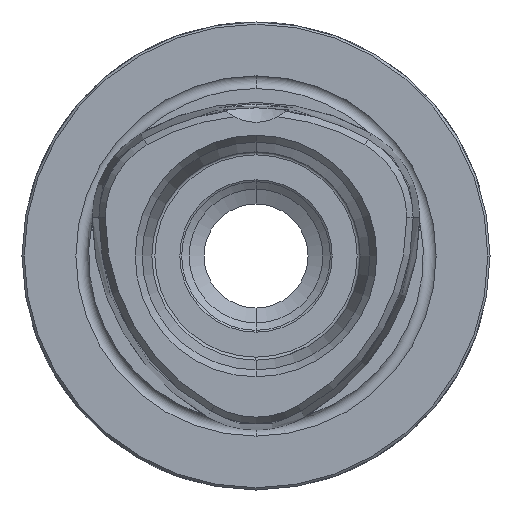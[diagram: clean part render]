
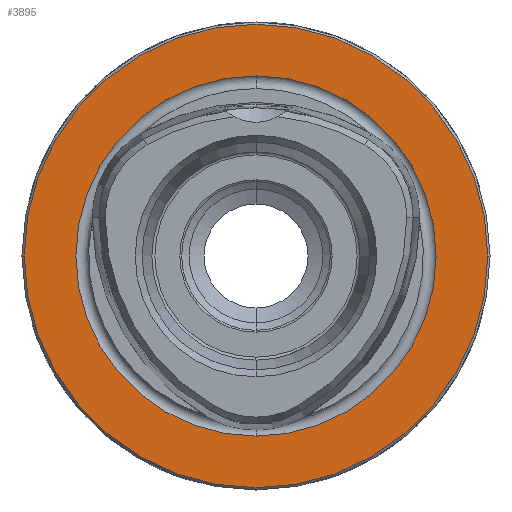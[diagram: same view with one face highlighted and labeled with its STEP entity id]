
A CAD part, front view. The second image highlights one B-rep face of the part: STEP entity #3895.
In plain terms, the highlighted planar face has unit normal (0, -1, 0).
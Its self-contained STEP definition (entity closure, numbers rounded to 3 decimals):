
#1712=CARTESIAN_POINT('',(0.,0.,
0.));
#1713=DIRECTION('',(0.,-1.,0.));
#1714=DIRECTION('',(1.,0.,0.));
#1715=AXIS2_PLACEMENT_3D('',#1712,#1713,#1714);
#1717=CARTESIAN_POINT('',(0.,0.,
0.));
#1718=DIRECTION('',(0.,-1.,0.));
#1719=DIRECTION('',(-1.,0.,0.));
#1720=AXIS2_PLACEMENT_3D('',#1717,#1718,#1719);
#1722=CARTESIAN_POINT('',(0.,0.,0.));
#1723=DIRECTION('',(0.,-1.,0.));
#1724=DIRECTION('',(0.,0.,-1.));
#1725=AXIS2_PLACEMENT_3D('',#1722,#1723,#1724);
#1727=CARTESIAN_POINT('',(0.,0.,0.));
#1728=DIRECTION('',(0.,-1.,0.));
#1729=DIRECTION('',(0.,0.,1.));
#1730=AXIS2_PLACEMENT_3D('',#1727,#1728,#1729);
#1912=CARTESIAN_POINT('',(31.2,0.,
0.));
#1913=CARTESIAN_POINT('',(-31.2,0.,0.));
#1914=VERTEX_POINT('',#1912);
#1915=VERTEX_POINT('',#1913);
#1920=CARTESIAN_POINT('',(0.,0.,-24.25));
#1921=CARTESIAN_POINT('',(0.,0.,24.25));
#1922=VERTEX_POINT('',#1920);
#1923=VERTEX_POINT('',#1921);
#3881=CARTESIAN_POINT('',(0.,0.,0.));
#3882=DIRECTION('',(0.,-1.,0.));
#3883=DIRECTION('',(-1.,0.,0.));
#3884=AXIS2_PLACEMENT_3D('',#3881,#3882,#3883);
#3885=PLANE('',#3884);
#3887=ORIENTED_EDGE('',*,*,#3886,.F.);
#3888=ORIENTED_EDGE('',*,*,#3871,.F.);
#3889=EDGE_LOOP('',(#3887,#3888));
#3890=FACE_OUTER_BOUND('',#3889,.F.);
#3891=ORIENTED_EDGE('',*,*,#2421,.T.);
#3892=ORIENTED_EDGE('',*,*,#2286,.T.);
#3893=EDGE_LOOP('',(#3891,#3892));
#3894=FACE_BOUND('',#3893,.F.);
#3895=ADVANCED_FACE('',(#3890,#3894),#3885,.T.);
#1716=CIRCLE('',#1715,31.2);
#1721=CIRCLE('',#1720,31.2);
#1726=CIRCLE('',#1725,24.25);
#1731=CIRCLE('',#1730,24.25);
#2286=EDGE_CURVE('',#1923,#1922,#1731,.T.);
#2421=EDGE_CURVE('',#1922,#1923,#1726,.T.);
#3871=EDGE_CURVE('',#1915,#1914,#1721,.T.);
#3886=EDGE_CURVE('',#1914,#1915,#1716,.T.);
